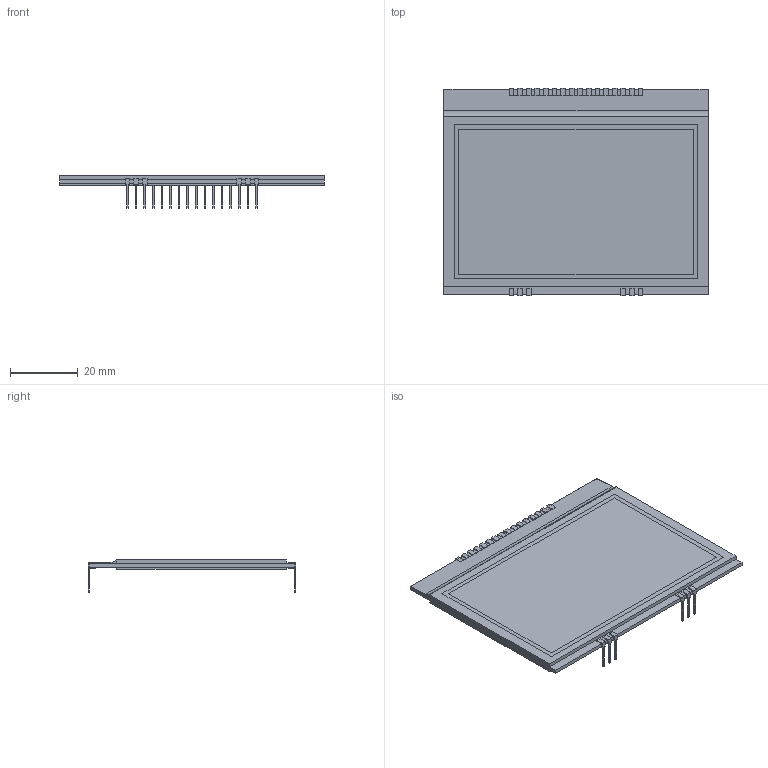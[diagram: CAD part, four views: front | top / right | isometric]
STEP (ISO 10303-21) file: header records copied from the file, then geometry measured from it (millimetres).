
FILE_DESCRIPTION((''),'2;1');
FILE_NAME('DS_EA_DOGXL160B-7.stp','2011-04-14T16:49:49',(''),(''),'Mechanical Desktop 2011','Mechanical Desktop 2011',', , ');
FILE_SCHEMA(('AUTOMOTIVE_DESIGN { 1 2 10303 214 1 1 1 1 }'));
Length unit declared in the file: millimetre
Products named in the file (1): Product
Bounding box: 78 x 61.31 x 9.5 mm (x, y, z)
Volume: 11961.6 mm3; surface area: 28657.6 mm2
Topology: 28 solids, 28 shells, 358 faces, 906 edges, 604 vertices
Faces by surface type: plane 240, bspline 116, cylinder 2
Entity records: 10583 total; most frequent: CARTESIAN_POINT 2217, ORIENTED_EDGE 1812, DIRECTION 1398, EDGE_CURVE 906, VECTOR 900, LINE 900, VERTEX_POINT 604, EDGE_LOOP 362
